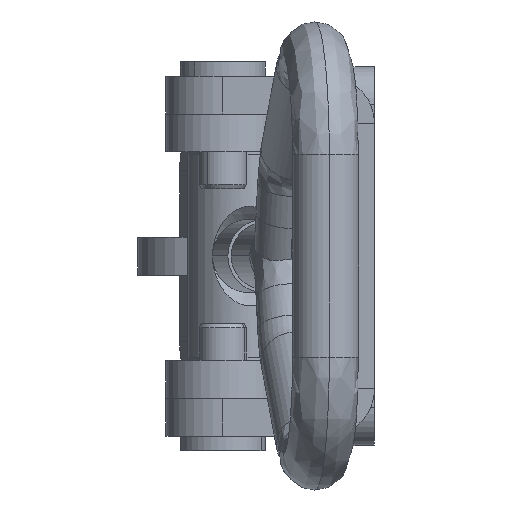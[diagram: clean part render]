
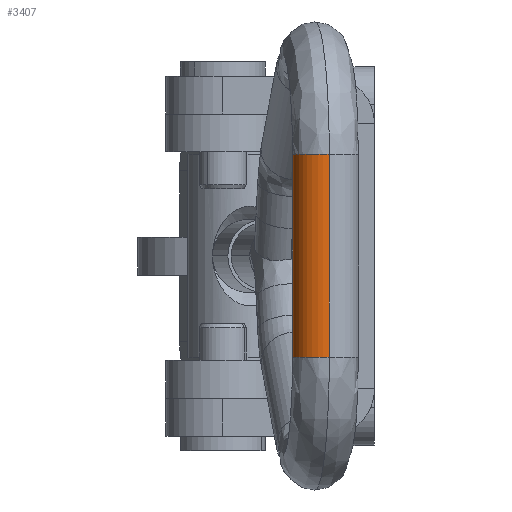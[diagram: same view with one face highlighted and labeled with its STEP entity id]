
A CAD part, left-side view. The second image highlights one B-rep face of the part: STEP entity #3407.
In plain terms, the highlighted free-form (B-spline) face has degree [3, 1] with [4, 2] control points.
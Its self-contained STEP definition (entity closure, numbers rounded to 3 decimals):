
#43 = DIRECTION ( 'NONE',  ( 0.006, -1., 0. ) ) ;
#59 = DIRECTION ( 'NONE',  ( -1., -0.006, 0. ) ) ;
#129 = CARTESIAN_POINT ( 'NONE',  ( 10.72, 88.5, 0. ) ) ;
#149 = CARTESIAN_POINT ( 'NONE',  ( -10.7, 92., 0. ) ) ;
#249 = ORIENTED_EDGE ( 'NONE', *, *, #4672, .F. ) ;
#347 = AXIS2_PLACEMENT_3D ( 'NONE', #149, #59, #43 ) ;
#634 = FACE_OUTER_BOUND ( 'NONE', #1996, .T. ) ;
#651 = DIRECTION ( 'NONE',  ( -1., 0., 0. ) ) ;
#676 = VERTEX_POINT ( 'NONE', #4374 ) ;
#773 = EDGE_CURVE ( 'NONE', #2848, #1190, #4203, .T. ) ;
#1190 = VERTEX_POINT ( 'NONE', #3603 ) ;
#1316 = CARTESIAN_POINT ( 'NONE',  ( -10.68, 88.5, 0. ) ) ;
#1787 = CARTESIAN_POINT ( 'NONE',  ( 10.72, 88.5, 0. ) ) ;
#1873 = ORIENTED_EDGE ( 'NONE', *, *, #773, .T. ) ;
#1875 = EDGE_CURVE ( 'NONE', #2848, #676, #2533, .T. ) ;
#1969 = VECTOR ( 'NONE', #2199, 1000. ) ;
#1996 = EDGE_LOOP ( 'NONE', ( #1873, #3365, #249, #2390 ) ) ;
#2199 = DIRECTION ( 'NONE',  ( -1., 0., 0. ) ) ;
#2206 = CARTESIAN_POINT ( 'NONE',  ( 10.68, 95.5, 0. ) ) ;
#2373 = CARTESIAN_POINT ( 'NONE',  ( 10.72, 88.5, 0. ) ) ;
#2390 = ORIENTED_EDGE ( 'NONE', *, *, #1875, .F. ) ;
#2431 = VECTOR ( 'NONE', #651, 1000. ) ;
#2533 = LINE ( 'NONE', #1787, #2431 ) ;
#2584 = CIRCLE ( 'NONE', #347, 3.5 ) ;
#2616 = CARTESIAN_POINT ( 'NONE',  ( -10.72, 95.5, 0. ) ) ;
#2848 = VERTEX_POINT ( 'NONE', #2373 ) ;
#3365 = ORIENTED_EDGE ( 'NONE', *, *, #4099, .T. ) ;
#3407 = ADVANCED_FACE ( 'NONE', ( #634 ), #3828, .T. ) ;
#3539 = CARTESIAN_POINT ( 'NONE',  ( 10.7, 92., 0. ) ) ;
#3603 = CARTESIAN_POINT ( 'NONE',  ( 10.68, 95.5, 0. ) ) ;
#3828 =( BOUNDED_SURFACE ( )  B_SPLINE_SURFACE ( 3, 1, ( 
 ( #129, #1316 ),
 ( #5250, #4322 ),
 ( #4933, #4305 ),
 ( #4257, #5076 ) ),
 .UNSPECIFIED., .F., .F., .F. ) 
 B_SPLINE_SURFACE_WITH_KNOTS ( ( 4, 4 ),
 ( 2, 2 ),
 ( 0., 1. ),
 ( 0., 1. ),
 .UNSPECIFIED. ) 
 GEOMETRIC_REPRESENTATION_ITEM ( )  RATIONAL_B_SPLINE_SURFACE ( (
 ( 1., 1.),
 ( 0.333, 0.333),
 ( 0.333, 0.333),
 ( 1., 1.) ) ) 
 REPRESENTATION_ITEM ( '' )  SURFACE ( )  );
#3943 = DIRECTION ( 'NONE',  ( -1., -0.006, 0. ) ) ;
#4099 = EDGE_CURVE ( 'NONE', #1190, #5136, #4286, .T. ) ;
#4203 = CIRCLE ( 'NONE', #4236, 3.5 ) ;
#4236 = AXIS2_PLACEMENT_3D ( 'NONE', #3539, #3943, #4914 ) ;
#4257 = CARTESIAN_POINT ( 'NONE',  ( 10.68, 95.5, 0. ) ) ;
#4286 = LINE ( 'NONE', #2206, #1969 ) ;
#4305 = CARTESIAN_POINT ( 'NONE',  ( -10.72, 95.5, 7. ) ) ;
#4322 = CARTESIAN_POINT ( 'NONE',  ( -10.68, 88.5, 7. ) ) ;
#4374 = CARTESIAN_POINT ( 'NONE',  ( -10.68, 88.5, 0. ) ) ;
#4672 = EDGE_CURVE ( 'NONE', #676, #5136, #2584, .T. ) ;
#4914 = DIRECTION ( 'NONE',  ( 0.006, -1., 0. ) ) ;
#4933 = CARTESIAN_POINT ( 'NONE',  ( 10.68, 95.5, 7. ) ) ;
#5076 = CARTESIAN_POINT ( 'NONE',  ( -10.72, 95.5, 0. ) ) ;
#5136 = VERTEX_POINT ( 'NONE', #2616 ) ;
#5250 = CARTESIAN_POINT ( 'NONE',  ( 10.72, 88.5, 7. ) ) ;
